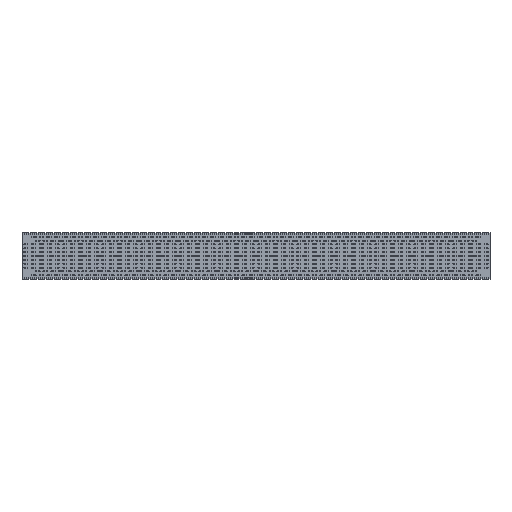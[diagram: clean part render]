
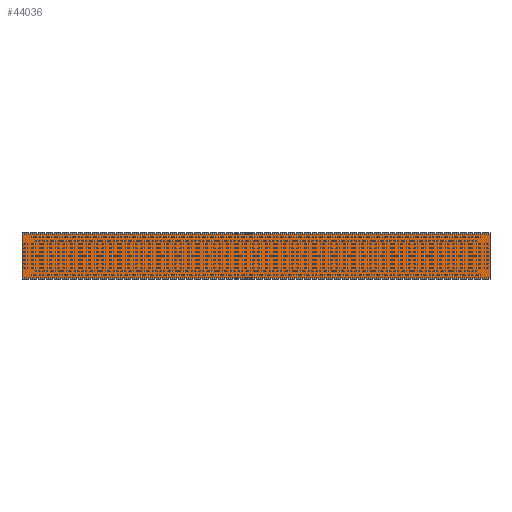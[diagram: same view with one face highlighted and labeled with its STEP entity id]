
A CAD part, top view. The second image highlights one B-rep face of the part: STEP entity #44036.
In plain terms, the highlighted planar face has unit normal (0, 0, 1).
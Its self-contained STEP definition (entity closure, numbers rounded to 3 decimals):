
#5544=PLANE('',#45954);
#7420=FACE_OUTER_BOUND('',#9296,.T.);
#9296=EDGE_LOOP('',(#36788,#36789,#36790,#36791));
#14813=LINE('',#66171,#18441);
#14838=LINE('',#66261,#18466);
#14841=LINE('',#66270,#18469);
#14849=LINE('',#66294,#18477);
#18441=VECTOR('',#51467,1.);
#18466=VECTOR('',#51558,1.);
#18469=VECTOR('',#51567,1.);
#18477=VECTOR('',#51593,1.);
#22074=VERTEX_POINT('',#66168);
#22075=VERTEX_POINT('',#66170);
#22107=VERTEX_POINT('',#66259);
#22110=VERTEX_POINT('',#66269);
#29329=EDGE_CURVE('',#22075,#22074,#14813,.T.);
#29375=EDGE_CURVE('',#22107,#22074,#14838,.F.);
#29379=EDGE_CURVE('',#22110,#22075,#14841,.T.);
#29392=EDGE_CURVE('',#22110,#22107,#14849,.T.);
#36788=ORIENTED_EDGE('',*,*,#29375,.F.);
#36789=ORIENTED_EDGE('',*,*,#29392,.F.);
#36790=ORIENTED_EDGE('',*,*,#29379,.T.);
#36791=ORIENTED_EDGE('',*,*,#29329,.T.);
#44036=ADVANCED_FACE('',(#7420),#5544,.T.);
#45954=AXIS2_PLACEMENT_3D('',#66327,#51632,#51633);
#51467=DIRECTION('',(0.,1.,0.));
#51558=DIRECTION('',(-1.,0.,0.));
#51567=DIRECTION('',(1.,0.,0.));
#51593=DIRECTION('',(0.,1.,0.));
#51632=DIRECTION('center_axis',(0.,0.,1.));
#51633=DIRECTION('ref_axis',(1.,0.,0.));
#66168=CARTESIAN_POINT('',(3244.87,222.327,-48.));
#66170=CARTESIAN_POINT('',(3244.87,-69.673,-48.));
#66171=CARTESIAN_POINT('',(3244.87,76.327,-48.));
#66259=CARTESIAN_POINT('',(214.87,222.327,-48.));
#66261=CARTESIAN_POINT('',(1729.87,222.327,-48.));
#66269=CARTESIAN_POINT('',(214.87,-69.673,-48.));
#66270=CARTESIAN_POINT('',(1729.87,-69.673,-48.));
#66294=CARTESIAN_POINT('',(214.87,76.327,-48.));
#66327=CARTESIAN_POINT('Origin',(3206.87,76.327,-48.));
